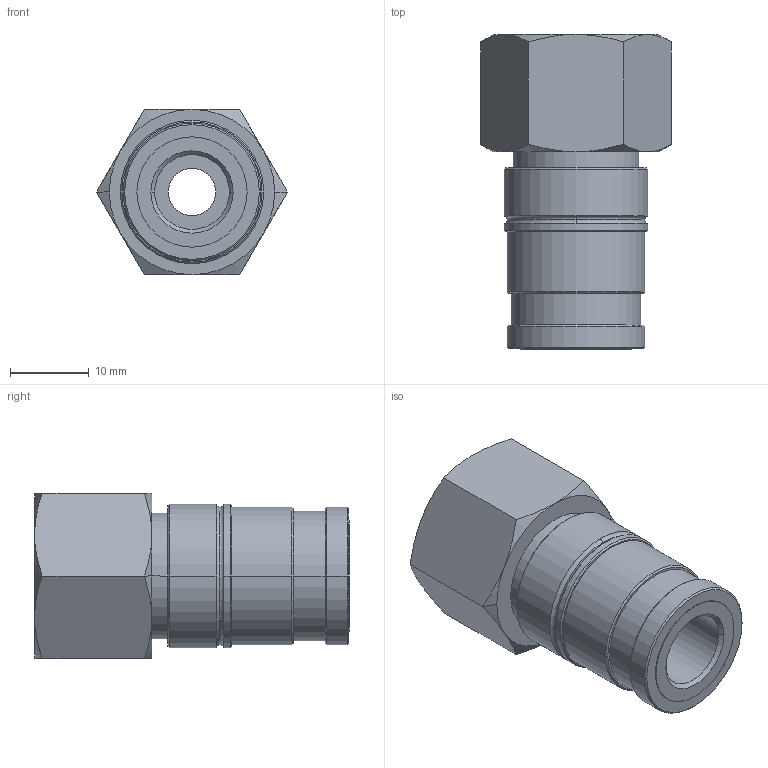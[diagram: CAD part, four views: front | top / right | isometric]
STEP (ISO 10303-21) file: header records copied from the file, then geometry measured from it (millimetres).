
FILE_DESCRIPTION(('STEP AP214'),'1');
FILE_NAME('esdmf_38_i.stp','2020-04-22T06:12:47',('TraceParts'),('TraceParts S.A.'),'Spatial InterOp 3D',' ',' ');
FILE_SCHEMA(('automotive_design'));
Length unit declared in the file: millimetre
Products named in the file (1): 1
Bounding box: 24.25 x 40 x 21 mm (x, y, z)
Volume: 8612.7 mm3; surface area: 4403 mm2
Topology: 1 solids, 1 shells, 70 faces, 148 edges, 88 vertices
Faces by surface type: cone 30, cylinder 20, plane 16, torus 4
Entity records: 2480 total; most frequent: CARTESIAN_POINT 403, DIRECTION 346, ORIENTED_EDGE 296, AXIS2_PLACEMENT_3D 151, EDGE_CURVE 148, VERTEX_POINT 88, EDGE_LOOP 80, CIRCLE 80
